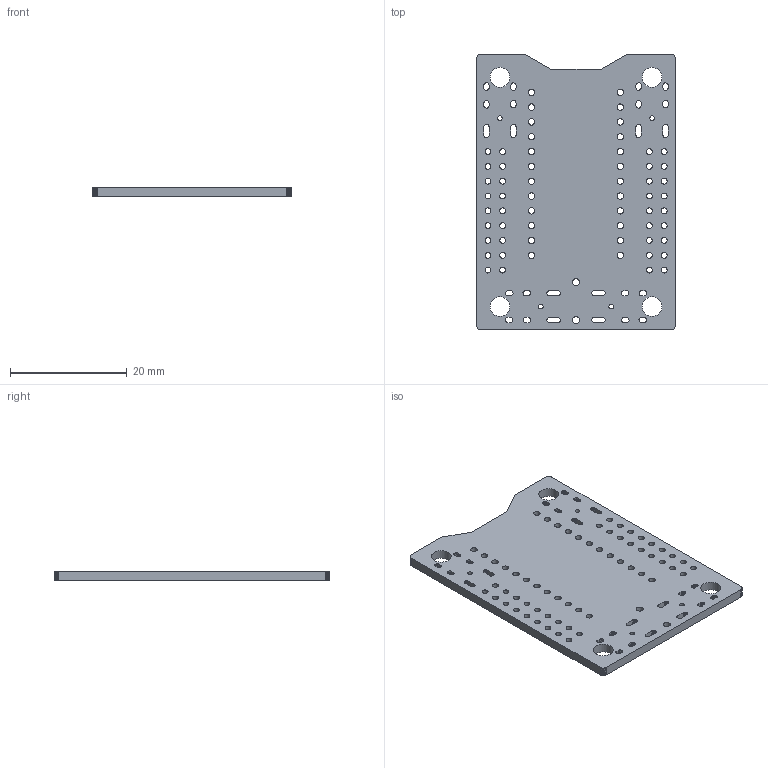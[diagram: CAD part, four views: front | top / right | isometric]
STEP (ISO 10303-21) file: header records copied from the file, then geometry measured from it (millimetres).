
FILE_DESCRIPTION(/* description */ (''),/* implementation_level */ '2;1');
FILE_NAME(/* name */ 'handwire microboard.step',/* time_stamp */ '2023-09-02T19:38:39+08:00',/* author */ (''),/* organization */ (''),/* preprocessor_version */ 'ST-DEVELOPER v20',/* originating_system */ 'Autodesk Translation Framework v12.9.0.99',/* authorisation */ '');
FILE_SCHEMA (('AUTOMOTIVE_DESIGN { 1 0 10303 214 3 1 1 }'));
Length unit declared in the file: millimetre
Products named in the file (2): (未保存); handwiring microboard
Assembly tree (1 placements, depth 2):
  (未保存)
    handwiring microboard
Bounding box: 34.08 x 47.31 x 1.6 mm (x, y, z)
Volume: 2328.9 mm3; surface area: 3745.4 mm2
Topology: 1 solids, 1 shells, 684 faces, 2046 edges, 1364 vertices
Faces by surface type: plane 614, cylinder 70
Full cylindrical faces by diameter (mm): 0.8 x4, 1 x36, 1.092 x24, 1.2 x2, 3.4 x4
Entity records: 23106 total; most frequent: CARTESIAN_POINT 4097, ORIENTED_EDGE 4092, DIRECTION 3560, EDGE_CURVE 2046, LINE 1906, VECTOR 1906, VERTEX_POINT 1364, EDGE_LOOP 872
